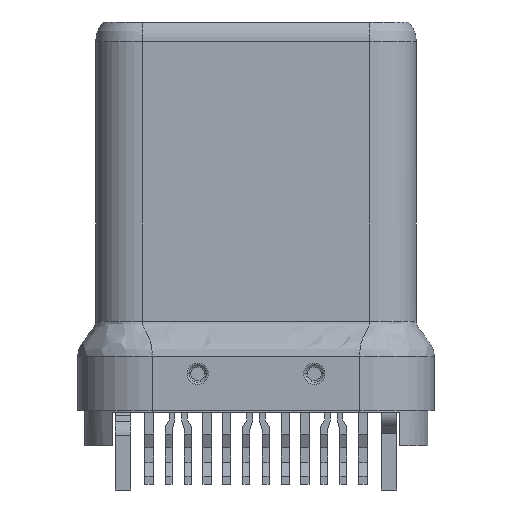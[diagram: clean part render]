
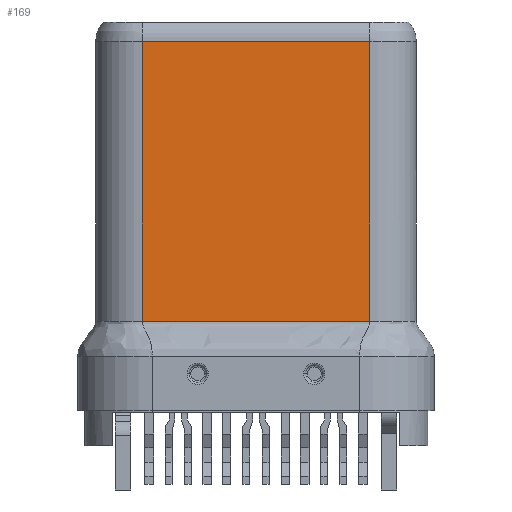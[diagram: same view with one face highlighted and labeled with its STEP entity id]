
A CAD part, front view. The second image highlights one B-rep face of the part: STEP entity #169.
In plain terms, the highlighted planar face has unit normal (0, -1, 0).
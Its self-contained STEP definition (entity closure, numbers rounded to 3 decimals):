
#48 = VERTEX_POINT('',#49);
#49 = CARTESIAN_POINT('',(-2.925,-1.2,0.));
#56 = EDGE_CURVE('',#48,#57,#59,.T.);
#57 = VERTEX_POINT('',#58);
#58 = CARTESIAN_POINT('',(-2.925,-1.2,7.2
    ));
#59 = LINE('',#60,#61);
#60 = CARTESIAN_POINT('',(-2.925,-1.2,0.));
#61 = VECTOR('',#62,1.);
#62 = DIRECTION('',(0.,0.,1.));
#132 = VERTEX_POINT('',#133);
#133 = CARTESIAN_POINT('',(2.925,-1.2,0.));
#151 = VERTEX_POINT('',#152);
#152 = CARTESIAN_POINT('',(2.925,-1.2,7.2));
#159 = EDGE_CURVE('',#151,#132,#160,.T.);
#160 = LINE('',#161,#162);
#161 = CARTESIAN_POINT('',(2.925,-1.2,7.2));
#162 = VECTOR('',#163,1.);
#163 = DIRECTION('',(0.,0.,-1.));
#169 = ADVANCED_FACE('',(#170),#199,.F.);
#170 = FACE_BOUND('',#171,.F.);
#171 = EDGE_LOOP('',(#172,#173,#179,#180));
#172 = ORIENTED_EDGE('',*,*,#56,.T.);
#173 = ORIENTED_EDGE('',*,*,#174,.T.);
#174 = EDGE_CURVE('',#57,#151,#175,.T.);
#175 = LINE('',#176,#177);
#176 = CARTESIAN_POINT('',(-2.925,-1.2,7.2));
#177 = VECTOR('',#178,1.);
#178 = DIRECTION('',(1.,0.,0.));
#179 = ORIENTED_EDGE('',*,*,#159,.T.);
#180 = ORIENTED_EDGE('',*,*,#181,.T.);
#181 = EDGE_CURVE('',#132,#48,#182,.T.);
#182 = B_SPLINE_CURVE_WITH_KNOTS('',3,(#183,#184,#185,#186,#187,#188,
    #189,#190,#191,#192,#193,#194,#195,#196,#197,#198),.UNSPECIFIED.,.F.
  ,.F.,(4,1,1,1,1,1,1,1,1,1,1,1,1,4),(0.,0.062,
    0.125,0.187,0.25,0.344,
    0.437,0.531,0.625,0.719,
    0.812,0.906,0.953,1.),.UNSPECIFIED.);
#183 = CARTESIAN_POINT('',(2.925,-1.2,0.));
#184 = CARTESIAN_POINT('',(2.82,-1.2,
    0.));
#185 = CARTESIAN_POINT('',(2.605,-1.2,
    0.));
#186 = CARTESIAN_POINT('',(2.264,-1.2,
    0.));
#187 = CARTESIAN_POINT('',(1.909,-1.2,
    0.));
#188 = CARTESIAN_POINT('',(1.481,-1.2,
    0.));
#189 = CARTESIAN_POINT('',(0.975,-1.2,
    0.));
#190 = CARTESIAN_POINT('',(0.392,-1.2,0.));
#191 = CARTESIAN_POINT('',(-0.196,-1.2,0.));
#192 = CARTESIAN_POINT('',(-0.782,-1.2,0.));
#193 = CARTESIAN_POINT('',(-1.356,-1.2,0.));
#194 = CARTESIAN_POINT('',(-1.912,-1.2,
    0.));
#195 = CARTESIAN_POINT('',(-2.352,-1.2,
    0.));
#196 = CARTESIAN_POINT('',(-2.686,-1.2,
    0.));
#197 = CARTESIAN_POINT('',(-2.847,-1.2,
    0.));
#198 = CARTESIAN_POINT('',(-2.925,-1.2,0.));
#199 = PLANE('',#200);
#200 = AXIS2_PLACEMENT_3D('',#201,#202,#203);
#201 = CARTESIAN_POINT('',(2.925,-1.2,0.));
#202 = DIRECTION('',(0.,1.,0.));
#203 = DIRECTION('',(1.,0.,0.));
